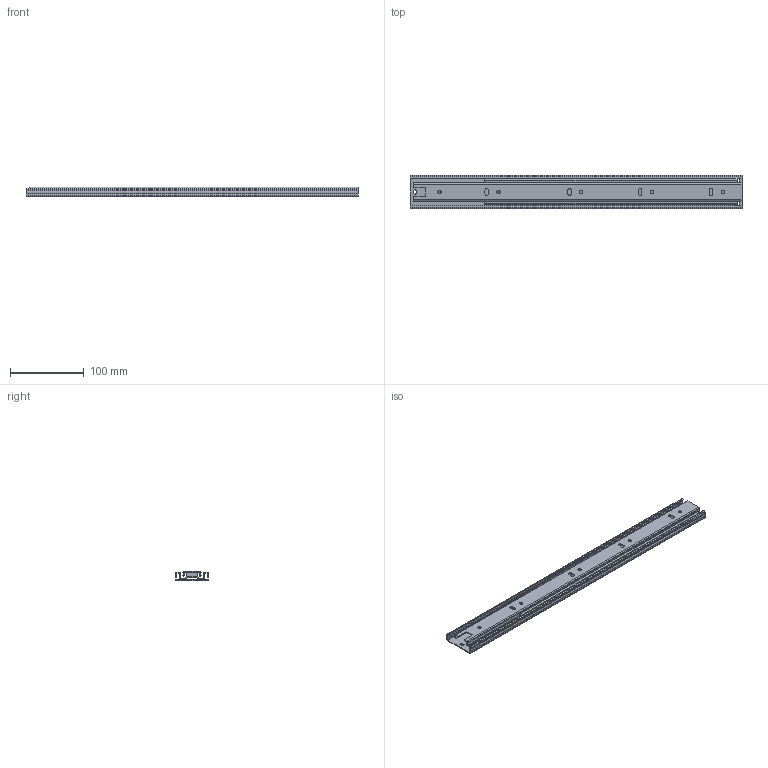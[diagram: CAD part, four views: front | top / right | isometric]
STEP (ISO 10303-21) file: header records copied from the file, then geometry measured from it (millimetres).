
FILE_DESCRIPTION (( 'STEP AP214' ), '1' );
FILE_NAME ('F000811-CLOSED_3D.step', '2022-06-06T12:52:44', ( '' ), ( '' ), 'SwSTEP 2.0', 'SolidWorks 2020', '' );
FILE_SCHEMA (( 'AUTOMOTIVE_DESIGN' ));
Length unit declared in the file: millimetre
Products named in the file (4): NB58,NB51-STREDNI-450; NB58-VNEJSI-450; F000811-CLOSED_3D; NB58-VNITRNI-450
Assembly tree (3 placements, depth 2):
  F000811-CLOSED_3D
    NB58-VNEJSI-450
    NB58-VNITRNI-450
    NB58,NB51-STREDNI-450
Bounding box: 450 x 45.7 x 12.7 mm (x, y, z)
Volume: 79639 mm3; surface area: 129934.2 mm2
Topology: 3 solids, 3 shells, 252 faces, 738 edges, 492 vertices
Faces by surface type: plane 112, cylinder 76, bspline 64
Entity records: 8988 total; most frequent: CARTESIAN_POINT 2320, ORIENTED_EDGE 1476, DIRECTION 1150, EDGE_CURVE 738, VERTEX_POINT 492, LINE 458, VECTOR 458, AXIS2_PLACEMENT_3D 346
